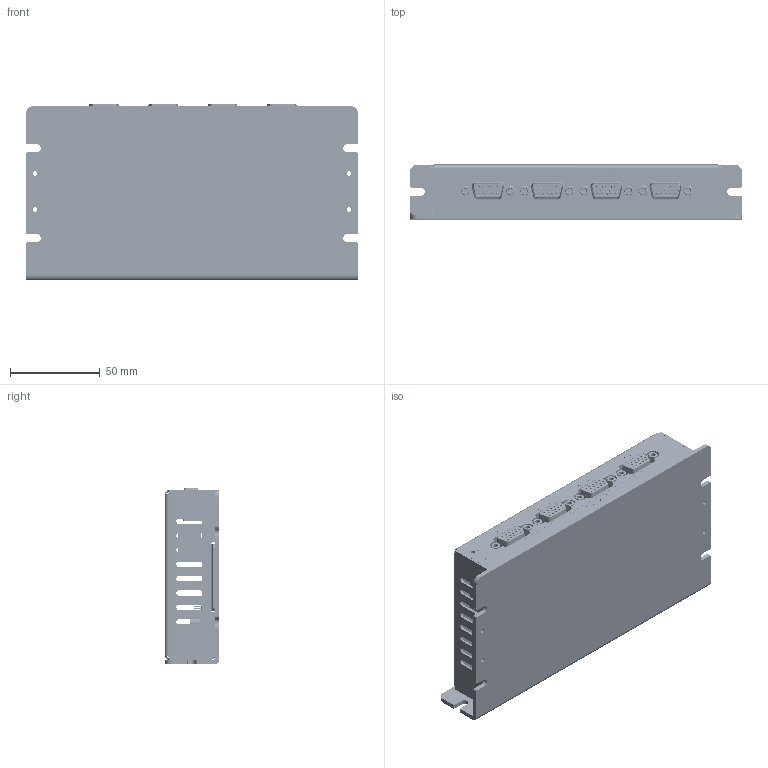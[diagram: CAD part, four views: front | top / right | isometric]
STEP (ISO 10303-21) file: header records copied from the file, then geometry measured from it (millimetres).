
FILE_DESCRIPTION (( 'STEP AP203' ), '1' );
FILE_NAME ('5272133.STEP', '2025-07-02T03:59:28', ( '' ), ( '' ), 'SwSTEP 2.0', 'SolidWorks 2020', '' );
FILE_SCHEMA (( 'CONFIG_CONTROL_DESIGN' ));
Length unit declared in the file: millimetre
Products named in the file (1): 5272133
Bounding box: 185 x 30.5 x 98.61 mm (x, y, z)
Volume: 128166.2 mm3; surface area: 152092.6 mm2
Topology: 49 solids, 53 shells, 7649 faces, 21499 edges, 14420 vertices
Faces by surface type: plane 4542, cylinder 1868, bspline 1029, torus 120, cone 90
Entity records: 274397 total; most frequent: CARTESIAN_POINT 84880, ORIENTED_EDGE 42924, DIRECTION 32653, EDGE_CURVE 21462, VERTEX_POINT 14420, VECTOR 13357, LINE 13357, AXIS2_PLACEMENT_3D 9648
